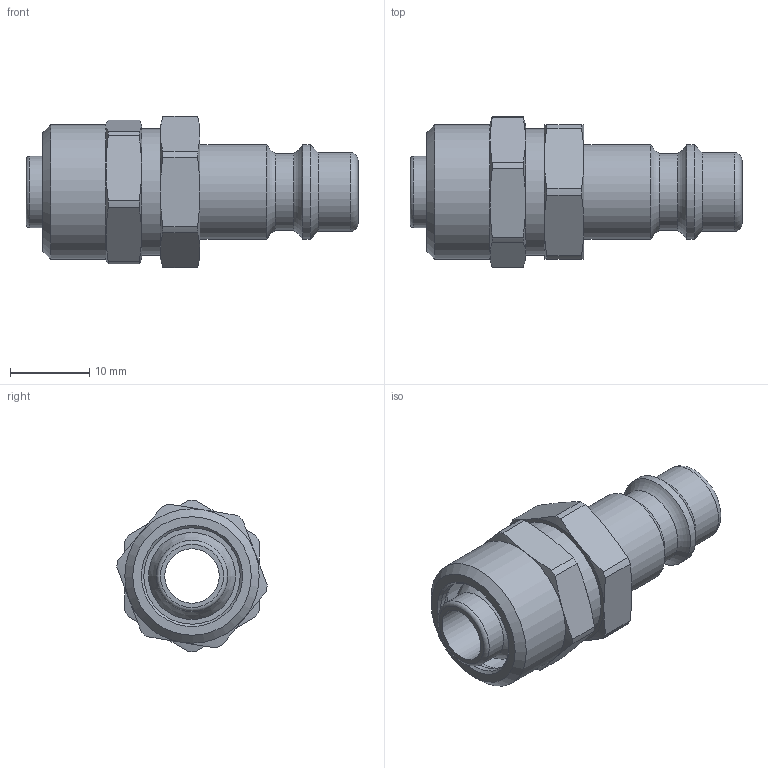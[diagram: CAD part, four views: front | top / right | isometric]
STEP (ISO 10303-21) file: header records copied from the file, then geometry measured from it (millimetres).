
FILE_DESCRIPTION((''),'2;1');
FILE_NAME('26sfko12mxx.stp','2012-03-16T10:24:09',('IA176480'),(''),'Autodesk Inventor 2011','Autodesk Inventor 2011','');
FILE_SCHEMA(('AUTOMOTIVE_DESIGN { 1 0 10303 214 1 1 1 1 }'));
Length unit declared in the file: millimetre
Products named in the file (3): D103158; D103133; D103157
Assembly tree (2 placements, depth 2):
  D103158
    D103133
    D103157
Bounding box: 42 x 19.02 x 19.15 mm (x, y, z)
Volume: 4371.5 mm3; surface area: 4499 mm2
Topology: 2 solids, 2 shells, 85 faces, 184 edges, 108 vertices
Faces by surface type: cone 31, cylinder 26, plane 21, torus 7
Full cylindrical faces by diameter (mm): 6.9 x1, 7.85 x1, 9 x1, 9.45 x1, 9.75 x1, 10 x1, 11 x1, 12 x2, 12.2 x1, 14.6 x1, 14.92 x1, 16 x1, 17 x1
Entity records: 2191 total; most frequent: CARTESIAN_POINT 448, DIRECTION 370, ORIENTED_EDGE 310, AXIS2_PLACEMENT_3D 173, EDGE_CURVE 155, EDGE_LOOP 122, VERTEX_POINT 107, FACE_OUTER_BOUND 85
